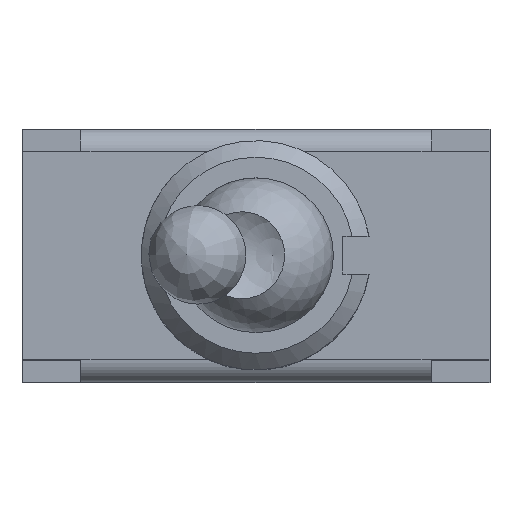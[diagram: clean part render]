
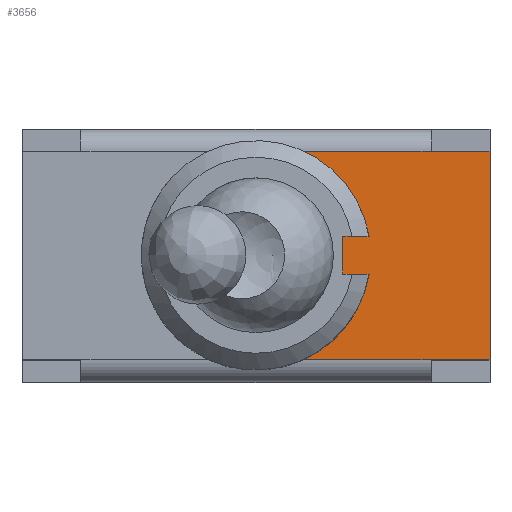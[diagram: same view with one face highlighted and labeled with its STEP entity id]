
A CAD part, top view. The second image highlights one B-rep face of the part: STEP entity #3656.
In plain terms, the highlighted planar face has unit normal (0, 0, 1).
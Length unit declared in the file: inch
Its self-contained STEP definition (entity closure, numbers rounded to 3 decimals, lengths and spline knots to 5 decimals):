
#182=PLANE('',#3936);
#352=LINE('',#5502,#767);
#357=LINE('',#5517,#772);
#373=LINE('',#5551,#788);
#375=LINE('',#5554,#790);
#376=LINE('',#5556,#791);
#479=LINE('',#5788,#894);
#480=LINE('',#5790,#895);
#481=LINE('',#5792,#896);
#767=VECTOR('',#4337,0.3937);
#772=VECTOR('',#4350,0.3937);
#788=VECTOR('',#4374,0.3937);
#790=VECTOR('',#4378,0.3937);
#791=VECTOR('',#4381,0.3937);
#894=VECTOR('',#4616,0.3937);
#895=VECTOR('',#4617,0.3937);
#896=VECTOR('',#4618,0.3937);
#1186=FACE_OUTER_BOUND('',#1410,.T.);
#1410=EDGE_LOOP('',(#2940,#2941,#2942,#2943,#2944,#2945,#2946,#2947,#2948,
#2949));
#1567=CIRCLE('',#3937,0.12244);
#1568=CIRCLE('',#3938,0.12244);
#1717=VERTEX_POINT('',#5499);
#1718=VERTEX_POINT('',#5501);
#1723=VERTEX_POINT('',#5514);
#1724=VERTEX_POINT('',#5516);
#1737=VERTEX_POINT('',#5548);
#1738=VERTEX_POINT('',#5550);
#1800=VERTEX_POINT('',#5785);
#1801=VERTEX_POINT('',#5787);
#1802=VERTEX_POINT('',#5789);
#1803=VERTEX_POINT('',#5791);
#2065=EDGE_CURVE('',#1718,#1717,#352,.T.);
#2072=EDGE_CURVE('',#1723,#1724,#357,.T.);
#2089=EDGE_CURVE('',#1738,#1737,#373,.T.);
#2091=EDGE_CURVE('',#1724,#1737,#375,.T.);
#2092=EDGE_CURVE('',#1717,#1738,#376,.T.);
#2207=EDGE_CURVE('',#1723,#1800,#1567,.T.);
#2208=EDGE_CURVE('',#1800,#1801,#479,.T.);
#2209=EDGE_CURVE('',#1801,#1802,#480,.T.);
#2210=EDGE_CURVE('',#1802,#1803,#481,.T.);
#2211=EDGE_CURVE('',#1803,#1718,#1568,.T.);
#2940=ORIENTED_EDGE('',*,*,#2207,.T.);
#2941=ORIENTED_EDGE('',*,*,#2208,.T.);
#2942=ORIENTED_EDGE('',*,*,#2209,.T.);
#2943=ORIENTED_EDGE('',*,*,#2210,.T.);
#2944=ORIENTED_EDGE('',*,*,#2211,.T.);
#2945=ORIENTED_EDGE('',*,*,#2065,.T.);
#2946=ORIENTED_EDGE('',*,*,#2092,.T.);
#2947=ORIENTED_EDGE('',*,*,#2089,.T.);
#2948=ORIENTED_EDGE('',*,*,#2091,.F.);
#2949=ORIENTED_EDGE('',*,*,#2072,.F.);
#3656=ADVANCED_FACE('',(#1186),#182,.T.);
#3936=AXIS2_PLACEMENT_3D('',#5784,#4612,#4613);
#3937=AXIS2_PLACEMENT_3D('',#5786,#4614,#4615);
#3938=AXIS2_PLACEMENT_3D('',#5793,#4619,#4620);
#4337=DIRECTION('',(1.,0.,0.));
#4350=DIRECTION('',(1.,0.,0.));
#4374=DIRECTION('',(0.,1.,0.));
#4378=DIRECTION('',(1.,0.,0.));
#4381=DIRECTION('',(1.,0.,0.));
#4612=DIRECTION('center_axis',(0.,0.,1.));
#4613=DIRECTION('ref_axis',(0.,-1.,0.));
#4614=DIRECTION('center_axis',(0.,0.,-1.));
#4615=DIRECTION('ref_axis',(0.986,0.164,0.));
#4616=DIRECTION('',(-1.,0.,0.));
#4617=DIRECTION('',(0.,-1.,0.));
#4618=DIRECTION('',(1.,0.,0.));
#4619=DIRECTION('center_axis',(0.,0.,-1.));
#4620=DIRECTION('ref_axis',(0.986,0.164,0.));
#5499=CARTESIAN_POINT('',(0.18701,-0.11142,0.35));
#5501=CARTESIAN_POINT('',(0.05077,-0.11142,0.35));
#5502=CARTESIAN_POINT('',(0.,-0.11142,0.35));
#5514=CARTESIAN_POINT('',(0.05077,0.11142,0.35));
#5516=CARTESIAN_POINT('',(0.18701,0.11142,0.35));
#5517=CARTESIAN_POINT('',(0.,0.11142,0.35));
#5548=CARTESIAN_POINT('',(0.25,0.11142,0.35));
#5550=CARTESIAN_POINT('',(0.25,-0.11142,0.35));
#5551=CARTESIAN_POINT('',(0.25,0.11142,0.35));
#5554=CARTESIAN_POINT('',(0.18701,0.11142,0.35));
#5556=CARTESIAN_POINT('',(0.18701,-0.11142,0.35));
#5784=CARTESIAN_POINT('Origin',(0.,0.11142,0.35));
#5785=CARTESIAN_POINT('',(0.12078,0.02008,0.35));
#5786=CARTESIAN_POINT('Origin',(0.,0.,
0.35));
#5787=CARTESIAN_POINT('',(0.09283,0.02008,0.35));
#5788=CARTESIAN_POINT('',(0.06039,0.02008,0.35));
#5789=CARTESIAN_POINT('',(0.09283,-0.02008,0.35));
#5790=CARTESIAN_POINT('',(0.09283,0.06575,0.35));
#5791=CARTESIAN_POINT('',(0.12078,-0.02008,0.35));
#5792=CARTESIAN_POINT('',(0.04642,-0.02008,0.35));
#5793=CARTESIAN_POINT('Origin',(0.,0.,
0.35));
